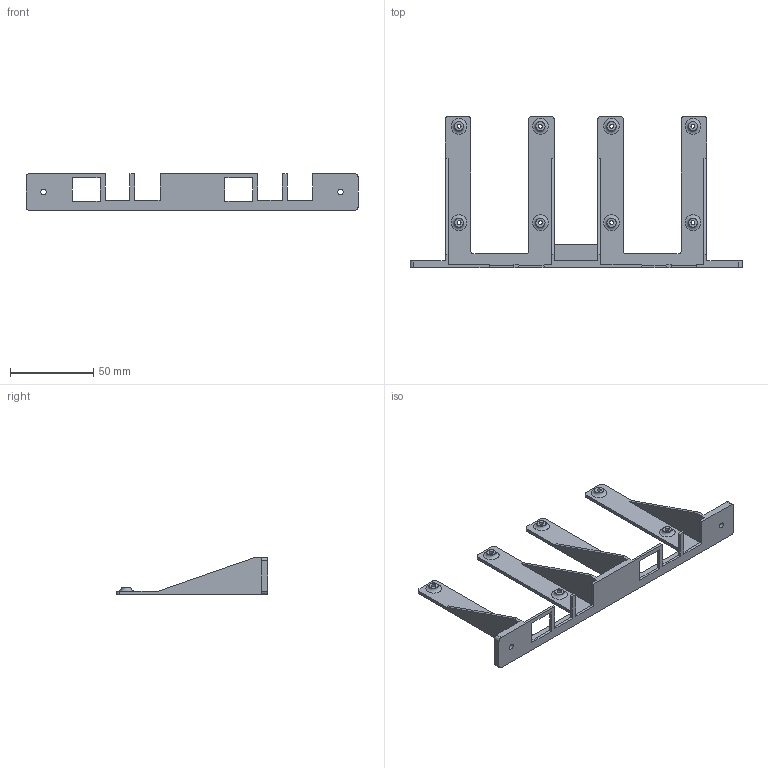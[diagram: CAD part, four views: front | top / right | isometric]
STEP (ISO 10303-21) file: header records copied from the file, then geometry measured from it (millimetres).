
FILE_DESCRIPTION(('HOOPS Exchange Step'),'2;1');
FILE_NAME('temp_export','2025-09-13T18:28:53+02:00',('cb'),('Shapr3D Limited'),'HOOPS Exchange 2025.5','Shapr3D','Authorized');
FILE_SCHEMA( ('AP242_MANAGED_MODEL_BASED_3D_ENGINEERING_MIM_LF {1 0 10303 442 1 1 4}') );
Length unit declared in the file: millimetre
Products named in the file (1): 0.5U-RPi5x2-Tray
Bounding box: 199.8 x 91.1 x 22.2 mm (x, y, z)
Volume: 26054.1 mm3; surface area: 27069 mm2
Topology: 1 solids, 1 shells, 116 faces, 321 edges, 215 vertices
Faces by surface type: plane 74, cylinder 34, torus 8
Full cylindrical faces by diameter (mm): 2.4 x8, 3.3 x2, 5.5 x8
Entity records: 3808 total; most frequent: CARTESIAN_POINT 654, DIRECTION 652, ORIENTED_EDGE 642, EDGE_CURVE 321, VECTOR 226, LINE 226, VERTEX_POINT 215, AXIS2_PLACEMENT_3D 213
